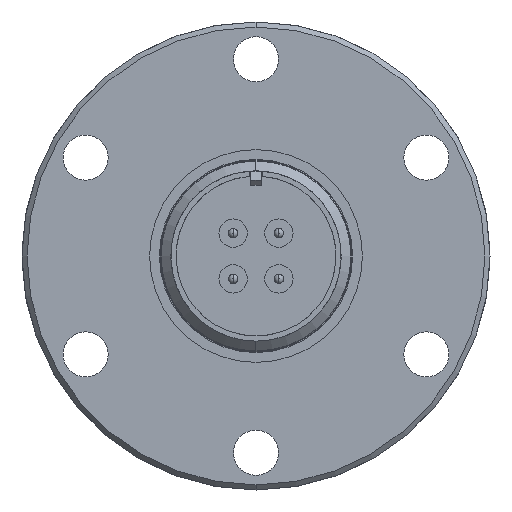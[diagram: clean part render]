
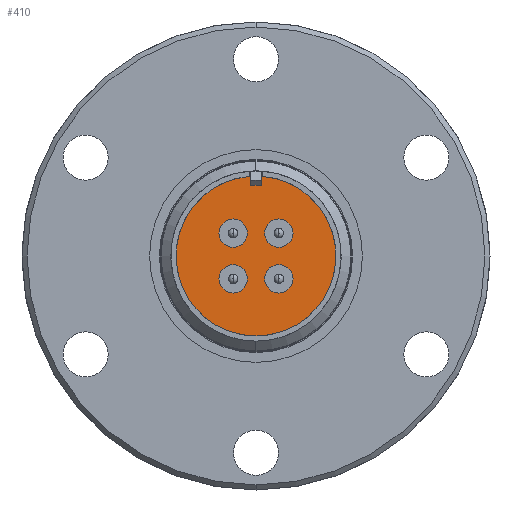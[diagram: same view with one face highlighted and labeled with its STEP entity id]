
A CAD part, front view. The second image highlights one B-rep face of the part: STEP entity #410.
In plain terms, the highlighted planar face has unit normal (0, -1, 0).
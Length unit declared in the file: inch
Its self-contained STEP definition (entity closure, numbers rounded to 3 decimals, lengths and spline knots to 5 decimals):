
#272 = DIRECTION ( 'NONE',  ( 0., 0., -1. ) ) ;
#273 = DIRECTION ( 'NONE',  ( 0., -1., 0. ) ) ;
#274 = CARTESIAN_POINT ( 'NONE',  ( -0.13428, 0.39565, -0.13442 ) ) ;
#410 = ADVANCED_FACE ( 'NONE', ( #2383, #2648, #2361, #2197, #2333 ), #3553, .F. ) ;
#462 = EDGE_CURVE ( 'NONE', #2687, #1967, #2287, .T. ) ;
#463 = EDGE_CURVE ( 'NONE', #1985, #2695, #2315, .T. ) ;
#464 = EDGE_CURVE ( 'NONE', #1894, #2579, #2342, .T. ) ;
#465 = EDGE_CURVE ( 'NONE', #2601, #2011, #2656, .T. ) ;
#466 = EDGE_CURVE ( 'NONE', #2558, #2530, #2401, .T. ) ;
#563 = EDGE_CURVE ( 'NONE', #2530, #2558, #4842, .T. ) ;
#745 = CARTESIAN_POINT ( 'NONE',  ( 0.13428, 0.39565, 0.05117 ) ) ;
#750 = CARTESIAN_POINT ( 'NONE',  ( -0.13428, 0.39565, -0.05117 ) ) ;
#793 = CARTESIAN_POINT ( 'NONE',  ( 0.13442, 0.39565, -0.05103 ) ) ;
#804 = CARTESIAN_POINT ( 'NONE',  ( -0.13442, 0.39565, 0.05103 ) ) ;
#814 = CARTESIAN_POINT ( 'NONE',  ( 0., 0.39565, -0.48 ) ) ;
#827 = CARTESIAN_POINT ( 'NONE',  ( 0., 0.39565, 0.48 ) ) ;
#913 = CARTESIAN_POINT ( 'NONE',  ( 0.13442, 0.39565, -0.21753 ) ) ;
#939 = CARTESIAN_POINT ( 'NONE',  ( 0.13428, 0.39565, 0.21767 ) ) ;
#957 = CARTESIAN_POINT ( 'NONE',  ( -0.13428, 0.39565, -0.21767 ) ) ;
#1052 = CARTESIAN_POINT ( 'NONE',  ( -0.13442, 0.39565, 0.21753 ) ) ;
#1145 = DIRECTION ( 'NONE',  ( 0., 0., 1. ) ) ;
#1146 = DIRECTION ( 'NONE',  ( 0., -1., 0. ) ) ;
#1147 = CARTESIAN_POINT ( 'NONE',  ( 0., 0.39565, 0. ) ) ;
#1320 = DIRECTION ( 'NONE',  ( 0., 0., 1. ) ) ;
#1321 = DIRECTION ( 'NONE',  ( 0., -1., 0. ) ) ;
#1322 = CARTESIAN_POINT ( 'NONE',  ( 0., 0.39565, 0. ) ) ;
#1323 = DIRECTION ( 'NONE',  ( 0., 0., -1. ) ) ;
#1324 = DIRECTION ( 'NONE',  ( 0., -1., 0. ) ) ;
#1325 = CARTESIAN_POINT ( 'NONE',  ( 0.13442, 0.39565, -0.13428 ) ) ;
#1327 = DIRECTION ( 'NONE',  ( 0., 0., -1. ) ) ;
#1328 = DIRECTION ( 'NONE',  ( 0., -1., 0. ) ) ;
#1329 = CARTESIAN_POINT ( 'NONE',  ( -0.13442, 0.39565, 0.13428 ) ) ;
#1331 = DIRECTION ( 'NONE',  ( 0., 0., -1. ) ) ;
#1332 = DIRECTION ( 'NONE',  ( 0., -1., 0. ) ) ;
#1333 = CARTESIAN_POINT ( 'NONE',  ( 0.13428, 0.39565, 0.13442 ) ) ;
#1334 = DIRECTION ( 'NONE',  ( 0., 0., -1. ) ) ;
#1335 = DIRECTION ( 'NONE',  ( 0., -1., 0. ) ) ;
#1336 = CARTESIAN_POINT ( 'NONE',  ( -0.13428, 0.39565, -0.13442 ) ) ;
#1746 = DIRECTION ( 'NONE',  ( 0., 0., -1. ) ) ;
#1747 = DIRECTION ( 'NONE',  ( 0., -1., 0. ) ) ;
#1748 = CARTESIAN_POINT ( 'NONE',  ( 0.13428, 0.39565, 0.13442 ) ) ;
#1894 = VERTEX_POINT ( 'NONE', #1052 ) ;
#1967 = VERTEX_POINT ( 'NONE', #957 ) ;
#1985 = VERTEX_POINT ( 'NONE', #939 ) ;
#2011 = VERTEX_POINT ( 'NONE', #913 ) ;
#2110 = EDGE_LOOP ( 'NONE', ( #3262, #3249 ) ) ;
#2119 = EDGE_LOOP ( 'NONE', ( #2799, #2941 ) ) ;
#2125 = EDGE_LOOP ( 'NONE', ( #3211, #3160 ) ) ;
#2126 = EDGE_LOOP ( 'NONE', ( #3305, #2800 ) ) ;
#2127 = EDGE_LOOP ( 'NONE', ( #3230, #2788 ) ) ;
#2197 = FACE_BOUND ( 'NONE', #2126, .T. ) ;
#2287 = CIRCLE ( 'NONE', #6474, 0.08325 ) ;
#2315 = CIRCLE ( 'NONE', #6562, 0.08325 ) ;
#2333 = FACE_BOUND ( 'NONE', #2110, .T. ) ;
#2342 = CIRCLE ( 'NONE', #6567, 0.08325 ) ;
#2361 = FACE_BOUND ( 'NONE', #2127, .T. ) ;
#2383 = FACE_OUTER_BOUND ( 'NONE', #2125, .T. ) ;
#2401 = CIRCLE ( 'NONE', #6565, 0.48 ) ;
#2530 = VERTEX_POINT ( 'NONE', #827 ) ;
#2558 = VERTEX_POINT ( 'NONE', #814 ) ;
#2579 = VERTEX_POINT ( 'NONE', #804 ) ;
#2601 = VERTEX_POINT ( 'NONE', #793 ) ;
#2648 = FACE_BOUND ( 'NONE', #2119, .T. ) ;
#2656 = CIRCLE ( 'NONE', #6563, 0.08325 ) ;
#2687 = VERTEX_POINT ( 'NONE', #750 ) ;
#2695 = VERTEX_POINT ( 'NONE', #745 ) ;
#2788 = ORIENTED_EDGE ( 'NONE', *, *, #464, .F. ) ;
#2799 = ORIENTED_EDGE ( 'NONE', *, *, #5123, .F. ) ;
#2800 = ORIENTED_EDGE ( 'NONE', *, *, #463, .F. ) ;
#2941 = ORIENTED_EDGE ( 'NONE', *, *, #465, .F. ) ;
#3160 = ORIENTED_EDGE ( 'NONE', *, *, #466, .T. ) ;
#3211 = ORIENTED_EDGE ( 'NONE', *, *, #563, .T. ) ;
#3230 = ORIENTED_EDGE ( 'NONE', *, *, #5124, .F. ) ;
#3249 = ORIENTED_EDGE ( 'NONE', *, *, #462, .F. ) ;
#3262 = ORIENTED_EDGE ( 'NONE', *, *, #4102, .F. ) ;
#3305 = ORIENTED_EDGE ( 'NONE', *, *, #3741, .F. ) ;
#3549 = DIRECTION ( 'NONE',  ( -1., 0., 0. ) ) ;
#3551 = CARTESIAN_POINT ( 'NONE',  ( 0., 0.39565, 0. ) ) ;
#3553 = PLANE ( 'NONE',  #3937 ) ;
#3555 = DIRECTION ( 'NONE',  ( 0., 1., 0. ) ) ;
#3741 = EDGE_CURVE ( 'NONE', #2695, #1985, #6297, .T. ) ;
#3937 = AXIS2_PLACEMENT_3D ( 'NONE', #3551, #3555, #3549 ) ;
#4076 = CIRCLE ( 'NONE', #4575, 0.08325 ) ;
#4102 = EDGE_CURVE ( 'NONE', #1967, #2687, #4076, .T. ) ;
#4416 = CIRCLE ( 'NONE', #4637, 0.08325 ) ;
#4417 = CIRCLE ( 'NONE', #4638, 0.08325 ) ;
#4484 = AXIS2_PLACEMENT_3D ( 'NONE', #1748, #1747, #1746 ) ;
#4575 = AXIS2_PLACEMENT_3D ( 'NONE', #274, #273, #272 ) ;
#4637 = AXIS2_PLACEMENT_3D ( 'NONE', #6121, #6120, #6119 ) ;
#4638 = AXIS2_PLACEMENT_3D ( 'NONE', #6116, #6115, #6114 ) ;
#4842 = CIRCLE ( 'NONE', #5105, 0.48 ) ;
#5105 = AXIS2_PLACEMENT_3D ( 'NONE', #1147, #1146, #1145 ) ;
#5123 = EDGE_CURVE ( 'NONE', #2011, #2601, #4416, .T. ) ;
#5124 = EDGE_CURVE ( 'NONE', #2579, #1894, #4417, .T. ) ;
#6114 = DIRECTION ( 'NONE',  ( 0., 0., -1. ) ) ;
#6115 = DIRECTION ( 'NONE',  ( 0., -1., 0. ) ) ;
#6116 = CARTESIAN_POINT ( 'NONE',  ( -0.13442, 0.39565, 0.13428 ) ) ;
#6119 = DIRECTION ( 'NONE',  ( 0., 0., -1. ) ) ;
#6120 = DIRECTION ( 'NONE',  ( 0., -1., 0. ) ) ;
#6121 = CARTESIAN_POINT ( 'NONE',  ( 0.13442, 0.39565, -0.13428 ) ) ;
#6297 = CIRCLE ( 'NONE', #4484, 0.08325 ) ;
#6474 = AXIS2_PLACEMENT_3D ( 'NONE', #1336, #1335, #1334 ) ;
#6562 = AXIS2_PLACEMENT_3D ( 'NONE', #1333, #1332, #1331 ) ;
#6563 = AXIS2_PLACEMENT_3D ( 'NONE', #1325, #1324, #1323 ) ;
#6565 = AXIS2_PLACEMENT_3D ( 'NONE', #1322, #1321, #1320 ) ;
#6567 = AXIS2_PLACEMENT_3D ( 'NONE', #1329, #1328, #1327 ) ;
